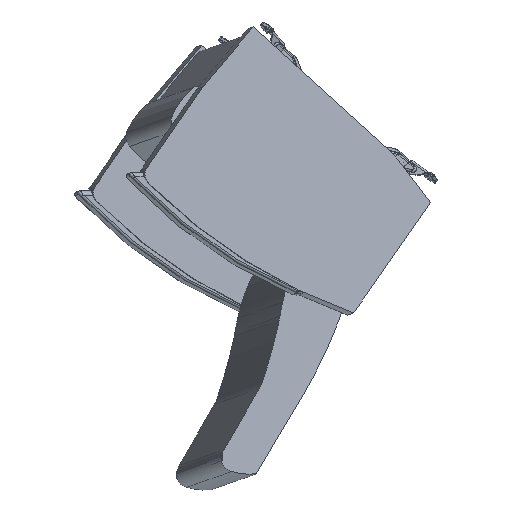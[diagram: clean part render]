
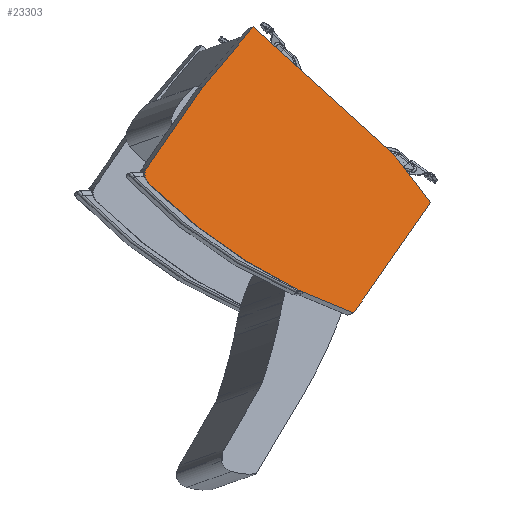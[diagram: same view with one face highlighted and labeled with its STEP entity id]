
A CAD part, left-side view. The second image highlights one B-rep face of the part: STEP entity #23303.
In plain terms, the highlighted face is planar.
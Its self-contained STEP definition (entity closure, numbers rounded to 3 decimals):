
#2563=CIRCLE('',#25868,1.25);
#2565=CIRCLE('',#25871,60.25);
#2567=CIRCLE('',#25874,60.25);
#2569=CIRCLE('',#25880,3.);
#3539=PLANE('',#25883);
#4793=FACE_OUTER_BOUND('',#6086,.T.);
#6086=EDGE_LOOP('',(#21862,#21863,#21864,#21865,#21866,#21867,#21868,#21869,
#21870,#21871,#21872));
#7688=LINE('',#48702,#9324);
#7692=LINE('',#48710,#9328);
#7695=LINE('',#48716,#9331);
#7698=LINE('',#48722,#9334);
#7704=LINE('',#48746,#9340);
#7707=LINE('',#48752,#9343);
#7710=LINE('',#48758,#9346);
#9324=VECTOR('',#32313,0.394);
#9328=VECTOR('',#32319,0.394);
#9331=VECTOR('',#32324,0.394);
#9334=VECTOR('',#32329,0.394);
#9340=VECTOR('',#32355,0.394);
#9343=VECTOR('',#32360,0.394);
#9346=VECTOR('',#32365,0.394);
#11976=VERTEX_POINT('',#48700);
#11977=VERTEX_POINT('',#48701);
#11980=VERTEX_POINT('',#48709);
#11982=VERTEX_POINT('',#48715);
#11984=VERTEX_POINT('',#48721);
#11986=VERTEX_POINT('',#48727);
#11988=VERTEX_POINT('',#48733);
#11990=VERTEX_POINT('',#48739);
#11992=VERTEX_POINT('',#48745);
#11994=VERTEX_POINT('',#48751);
#11996=VERTEX_POINT('',#48757);
#15265=EDGE_CURVE('',#11976,#11977,#7688,.T.);
#15269=EDGE_CURVE('',#11977,#11980,#7692,.T.);
#15272=EDGE_CURVE('',#11980,#11982,#7695,.T.);
#15275=EDGE_CURVE('',#11982,#11984,#7698,.T.);
#15278=EDGE_CURVE('',#11984,#11986,#2563,.T.);
#15281=EDGE_CURVE('',#11986,#11988,#2565,.T.);
#15284=EDGE_CURVE('',#11988,#11990,#2567,.T.);
#15287=EDGE_CURVE('',#11990,#11992,#7704,.T.);
#15290=EDGE_CURVE('',#11992,#11994,#7707,.T.);
#15293=EDGE_CURVE('',#11994,#11996,#7710,.T.);
#15296=EDGE_CURVE('',#11996,#11976,#2569,.T.);
#21862=ORIENTED_EDGE('',*,*,#15265,.T.);
#21863=ORIENTED_EDGE('',*,*,#15269,.T.);
#21864=ORIENTED_EDGE('',*,*,#15272,.T.);
#21865=ORIENTED_EDGE('',*,*,#15275,.T.);
#21866=ORIENTED_EDGE('',*,*,#15278,.T.);
#21867=ORIENTED_EDGE('',*,*,#15281,.T.);
#21868=ORIENTED_EDGE('',*,*,#15284,.T.);
#21869=ORIENTED_EDGE('',*,*,#15287,.T.);
#21870=ORIENTED_EDGE('',*,*,#15290,.T.);
#21871=ORIENTED_EDGE('',*,*,#15293,.T.);
#21872=ORIENTED_EDGE('',*,*,#15296,.T.);
#23303=ADVANCED_FACE('',(#4793),#3539,.T.);
#25868=AXIS2_PLACEMENT_3D('',#48728,#32334,#32335);
#25871=AXIS2_PLACEMENT_3D('',#48734,#32341,#32342);
#25874=AXIS2_PLACEMENT_3D('',#48740,#32348,#32349);
#25880=AXIS2_PLACEMENT_3D('',#48763,#32370,#32371);
#25883=AXIS2_PLACEMENT_3D('',#48766,#32376,#32377);
#32313=DIRECTION('',(1.,0.001,0.));
#32319=DIRECTION('',(-0.014,1.,0.));
#32324=DIRECTION('',(-0.11,0.994,0.));
#32329=DIRECTION('',(-0.106,0.994,0.));
#32334=DIRECTION('center_axis',(0.,0.,1.));
#32335=DIRECTION('ref_axis',(-0.988,-0.154,0.));
#32341=DIRECTION('center_axis',(0.,0.,1.));
#32342=DIRECTION('ref_axis',(-0.055,-0.998,0.));
#32348=DIRECTION('center_axis',(0.,0.,1.));
#32349=DIRECTION('ref_axis',(-0.04,-0.999,0.));
#32355=DIRECTION('',(0.106,-0.994,0.));
#32360=DIRECTION('',(0.106,-0.994,0.));
#32365=DIRECTION('',(0.983,-0.184,0.));
#32370=DIRECTION('center_axis',(0.,0.,1.));
#32371=DIRECTION('ref_axis',(0.184,0.983,0.));
#32376=DIRECTION('center_axis',(0.,0.,1.));
#32377=DIRECTION('ref_axis',(1.,0.,0.));
#48700=CARTESIAN_POINT('',(12.578,-30.83,3.));
#48701=CARTESIAN_POINT('',(33.501,-30.818,3.));
#48702=CARTESIAN_POINT('',(25.754,-30.822,3.));
#48709=CARTESIAN_POINT('',(33.38,-21.968,3.));
#48710=CARTESIAN_POINT('',(33.352,-19.88,3.));
#48715=CARTESIAN_POINT('',(32.223,-11.504,3.));
#48716=CARTESIAN_POINT('',(32.492,-13.936,3.));
#48721=CARTESIAN_POINT('',(32.169,-10.998,3.));
#48722=CARTESIAN_POINT('',(32.459,-13.713,3.));
#48727=CARTESIAN_POINT('',(30.995,-9.942,3.));
#48728=CARTESIAN_POINT('Origin',(30.934,-11.19,3.));
#48733=CARTESIAN_POINT('',(30.374,-9.911,3.));
#48734=CARTESIAN_POINT('Origin',(27.682,-70.101,3.));
#48739=CARTESIAN_POINT('',(4.41,-14.669,3.));
#48740=CARTESIAN_POINT('Origin',(27.989,-70.114,3.));
#48745=CARTESIAN_POINT('',(4.582,-16.282,3.));
#48746=CARTESIAN_POINT('',(4.748,-17.839,3.));
#48751=CARTESIAN_POINT('',(6.009,-29.65,3.));
#48752=CARTESIAN_POINT('',(5.462,-24.523,3.));
#48757=CARTESIAN_POINT('',(12.022,-30.778,3.));
#48758=CARTESIAN_POINT('',(13.752,-31.103,3.));
#48763=CARTESIAN_POINT('Origin',(12.575,-27.83,3.));
#48766=CARTESIAN_POINT('Origin',(18.,-18.,3.));
